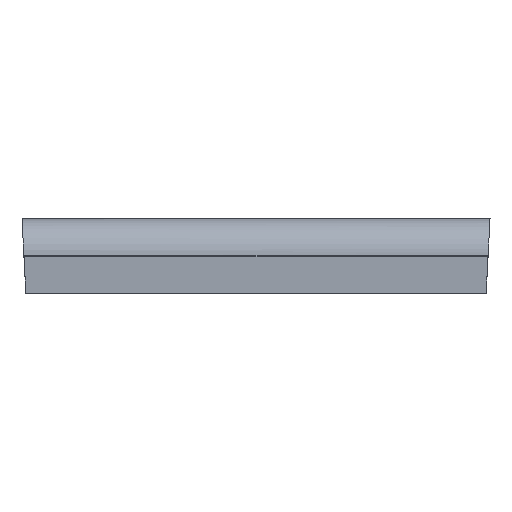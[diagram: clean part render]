
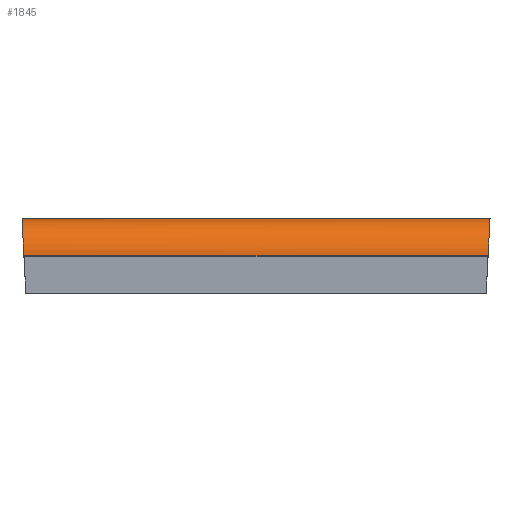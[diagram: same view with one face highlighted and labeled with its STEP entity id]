
A CAD part, left-side view. The second image highlights one B-rep face of the part: STEP entity #1845.
In plain terms, the highlighted cylindrical face has radius 5 mm (diameter 10 mm), a partial arc.
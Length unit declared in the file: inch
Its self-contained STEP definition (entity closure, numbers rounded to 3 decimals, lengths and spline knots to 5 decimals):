
#203 = EDGE_CURVE ( 'NONE', #1165, #690, #1105, .T. ) ;
#292 = ORIENTED_EDGE ( 'NONE', *, *, #957, .T. ) ;
#386 = CARTESIAN_POINT ( 'NONE',  ( -2.45079, -1.22984, 0.19685 ) ) ;
#690 = VERTEX_POINT ( 'NONE', #386 ) ;
#809 = CARTESIAN_POINT ( 'NONE',  ( -2.45079, -1.22984, 0.19685 ) ) ;
#957 = EDGE_CURVE ( 'NONE', #2126, #690, #2451, .T. ) ;
#982 = FACE_OUTER_BOUND ( 'NONE', #1243, .T. ) ;
#995 = CARTESIAN_POINT ( 'NONE',  ( -2.45079, 1.22984, 0.19685 ) ) ;
#1039 = CARTESIAN_POINT ( 'NONE',  ( -2.36925, 1.24016, 0.3937 ) ) ;
#1083 = CARTESIAN_POINT ( 'NONE',  ( -2.45079, -1.23588, 0.31216 ) ) ;
#1105 =( BOUNDED_CURVE ( )  B_SPLINE_CURVE ( 3, ( #3665, #3638, #1083, #809 ),
 .UNSPECIFIED., .F., .F. ) 
 B_SPLINE_CURVE_WITH_KNOTS ( ( 4, 4 ),
 ( 3.14159, 4.71239 ),
 .UNSPECIFIED. ) 
 CURVE ( )  GEOMETRIC_REPRESENTATION_ITEM ( )  RATIONAL_B_SPLINE_CURVE ( ( 1., 0.805, 0.805, 1. ) ) 
 REPRESENTATION_ITEM ( '' )  );
#1165 = VERTEX_POINT ( 'NONE', #2255 ) ;
#1243 = EDGE_LOOP ( 'NONE', ( #1340, #292, #1550, #2953 ) ) ;
#1336 = CARTESIAN_POINT ( 'NONE',  ( -2.25394, 1.24016, 0.3937 ) ) ;
#1340 = ORIENTED_EDGE ( 'NONE', *, *, #2147, .F. ) ;
#1341 = CARTESIAN_POINT ( 'NONE',  ( -2.45079, 1.22984, 0.19685 ) ) ;
#1550 = ORIENTED_EDGE ( 'NONE', *, *, #203, .F. ) ;
#1573 = DIRECTION ( 'NONE',  ( 0., 1., 0. ) ) ;
#1821 =( BOUNDED_CURVE ( )  B_SPLINE_CURVE ( 3, ( #995, #2299, #1039, #3557 ),
 .UNSPECIFIED., .F., .F. ) 
 B_SPLINE_CURVE_WITH_KNOTS ( ( 4, 4 ),
 ( 4.71239, 6.28319 ),
 .UNSPECIFIED. ) 
 CURVE ( )  GEOMETRIC_REPRESENTATION_ITEM ( )  RATIONAL_B_SPLINE_CURVE ( ( 1., 0.805, 0.805, 1. ) ) 
 REPRESENTATION_ITEM ( '' )  );
#1839 = EDGE_CURVE ( 'NONE', #1165, #3703, #2016, .T. ) ;
#1845 = ADVANCED_FACE ( 'NONE', ( #982 ), #3791, .T. ) ;
#2016 = LINE ( 'NONE', #3281, #2202 ) ;
#2126 = VERTEX_POINT ( 'NONE', #1341 ) ;
#2141 = DIRECTION ( 'NONE',  ( 0., -1., 0. ) ) ;
#2147 = EDGE_CURVE ( 'NONE', #2126, #3703, #1821, .T. ) ;
#2202 = VECTOR ( 'NONE', #2866, 39.37008 ) ;
#2255 = CARTESIAN_POINT ( 'NONE',  ( -2.25394, -1.24016, 0.3937 ) ) ;
#2268 = VECTOR ( 'NONE', #2141, 39.37008 ) ;
#2299 = CARTESIAN_POINT ( 'NONE',  ( -2.45079, 1.23588, 0.31216 ) ) ;
#2451 = LINE ( 'NONE', #3714, #2268 ) ;
#2843 = DIRECTION ( 'NONE',  ( 0., 0., 1. ) ) ;
#2866 = DIRECTION ( 'NONE',  ( 0., 1., 0. ) ) ;
#2953 = ORIENTED_EDGE ( 'NONE', *, *, #1839, .T. ) ;
#3150 = CARTESIAN_POINT ( 'NONE',  ( -2.25394, 1.25984, 0.19685 ) ) ;
#3281 = CARTESIAN_POINT ( 'NONE',  ( -2.25394, 1.25984, 0.3937 ) ) ;
#3557 = CARTESIAN_POINT ( 'NONE',  ( -2.25394, 1.24016, 0.3937 ) ) ;
#3638 = CARTESIAN_POINT ( 'NONE',  ( -2.36925, -1.24016, 0.3937 ) ) ;
#3665 = CARTESIAN_POINT ( 'NONE',  ( -2.25394, -1.24016, 0.3937 ) ) ;
#3703 = VERTEX_POINT ( 'NONE', #1336 ) ;
#3714 = CARTESIAN_POINT ( 'NONE',  ( -2.45079, 1.25984, 0.19685 ) ) ;
#3791 = CYLINDRICAL_SURFACE ( 'NONE', #3857, 0.19685 ) ;
#3857 = AXIS2_PLACEMENT_3D ( 'NONE', #3150, #1573, #2843 ) ;
